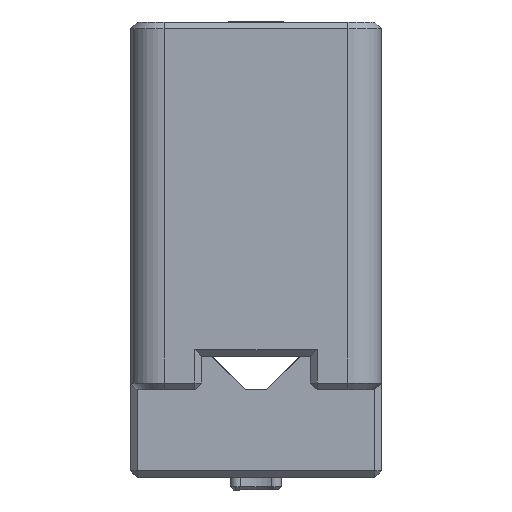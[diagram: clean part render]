
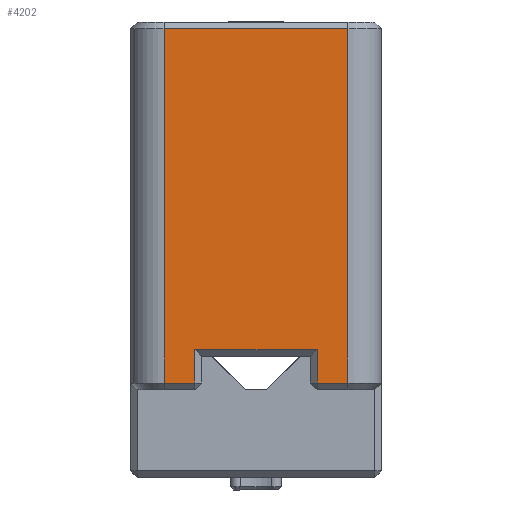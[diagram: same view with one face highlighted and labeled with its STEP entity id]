
A CAD part, front view. The second image highlights one B-rep face of the part: STEP entity #4202.
In plain terms, the highlighted planar face has unit normal (0, -1, 0).
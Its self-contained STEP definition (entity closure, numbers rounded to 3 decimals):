
#408=FACE_OUTER_BOUND('',#643,.T.);
#643=EDGE_LOOP('',(#3683,#3684,#3685,#3686,#3687,#3688,#3689,#3690));
#1068=LINE('',#6775,#1550);
#1073=LINE('',#6786,#1555);
#1078=LINE('',#6797,#1560);
#1094=LINE('',#6845,#1576);
#1096=LINE('',#6850,#1578);
#1115=LINE('',#6904,#1597);
#1116=LINE('',#6906,#1598);
#1117=LINE('',#6907,#1599);
#1550=VECTOR('',#5478,10.);
#1555=VECTOR('',#5487,10.);
#1560=VECTOR('',#5500,10.);
#1576=VECTOR('',#5544,10.);
#1578=VECTOR('',#5548,10.);
#1597=VECTOR('',#5613,10.);
#1598=VECTOR('',#5614,10.);
#1599=VECTOR('',#5615,10.);
#1951=VERTEX_POINT('',#6769);
#1952=VERTEX_POINT('',#6774);
#1955=VERTEX_POINT('',#6781);
#1956=VERTEX_POINT('',#6785);
#1958=VERTEX_POINT('',#6791);
#1970=VERTEX_POINT('',#6848);
#1978=VERTEX_POINT('',#6903);
#1979=VERTEX_POINT('',#6905);
#2501=EDGE_CURVE('',#1951,#1952,#1068,.T.);
#2506=EDGE_CURVE('',#1956,#1955,#1073,.T.);
#2513=EDGE_CURVE('',#1955,#1958,#1078,.T.);
#2535=EDGE_CURVE('',#1952,#1956,#1094,.T.);
#2537=EDGE_CURVE('',#1970,#1951,#1096,.T.);
#2562=EDGE_CURVE('',#1978,#1970,#1115,.T.);
#2563=EDGE_CURVE('',#1979,#1978,#1116,.T.);
#2564=EDGE_CURVE('',#1958,#1979,#1117,.T.);
#3683=ORIENTED_EDGE('',*,*,#2537,.F.);
#3684=ORIENTED_EDGE('',*,*,#2562,.F.);
#3685=ORIENTED_EDGE('',*,*,#2563,.F.);
#3686=ORIENTED_EDGE('',*,*,#2564,.F.);
#3687=ORIENTED_EDGE('',*,*,#2513,.F.);
#3688=ORIENTED_EDGE('',*,*,#2506,.F.);
#3689=ORIENTED_EDGE('',*,*,#2535,.F.);
#3690=ORIENTED_EDGE('',*,*,#2501,.F.);
#3983=PLANE('',#4538);
#4202=ADVANCED_FACE('',(#408),#3983,.F.);
#4538=AXIS2_PLACEMENT_3D('',#6902,#5611,#5612);
#5478=DIRECTION('',(0.,0.,1.));
#5487=DIRECTION('',(0.,0.,-1.));
#5500=DIRECTION('',(-1.,0.,0.));
#5544=DIRECTION('',(-1.,0.,0.));
#5548=DIRECTION('',(-1.,0.,0.));
#5611=DIRECTION('center_axis',(0.,1.,0.));
#5612=DIRECTION('ref_axis',(0.,0.,1.));
#5613=DIRECTION('',(0.,0.,-1.));
#5614=DIRECTION('',(1.,0.,0.));
#5615=DIRECTION('',(0.,0.,1.));
#6769=CARTESIAN_POINT('',(3.651,5.,3.4));
#6774=CARTESIAN_POINT('',(3.651,5.,5.4));
#6775=CARTESIAN_POINT('',(3.651,5.,9.125));
#6781=CARTESIAN_POINT('',(-3.651,5.,3.4));
#6785=CARTESIAN_POINT('',(-3.651,5.,5.4));
#6786=CARTESIAN_POINT('',(-3.651,5.,9.125));
#6791=CARTESIAN_POINT('',(-5.5,5.,3.4));
#6797=CARTESIAN_POINT('',(-3.75,5.,3.4));
#6845=CARTESIAN_POINT('',(0.,5.,5.4));
#6848=CARTESIAN_POINT('',(5.5,5.,3.4));
#6850=CARTESIAN_POINT('',(-3.75,5.,3.4));
#6902=CARTESIAN_POINT('Origin',(0.,5.,15.25));
#6903=CARTESIAN_POINT('',(5.5,5.,24.6));
#6904=CARTESIAN_POINT('',(5.5,5.,11.375));
#6905=CARTESIAN_POINT('',(-5.5,5.,24.6));
#6906=CARTESIAN_POINT('',(-1.775,5.,24.6));
#6907=CARTESIAN_POINT('',(-5.5,5.,3.875));
